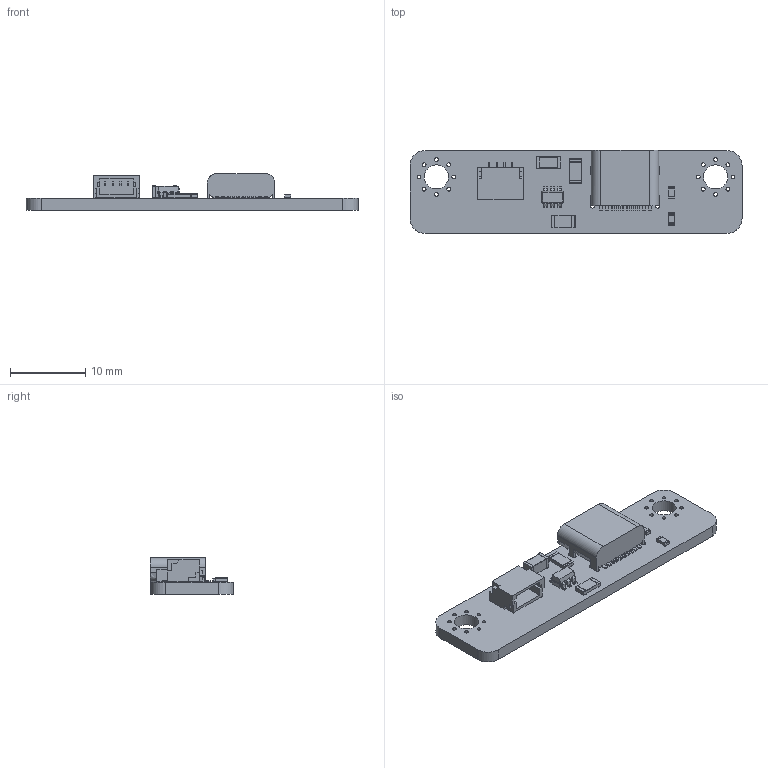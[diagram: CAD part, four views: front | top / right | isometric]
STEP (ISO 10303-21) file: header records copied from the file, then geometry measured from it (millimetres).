
FILE_DESCRIPTION(('KiCad electronic assembly'),'2;1');
FILE_NAME('squatterboard2.step','2022-03-28T02:07:32',('Pcbnew'),( 'Kicad'),'Open CASCADE STEP processor 7.5','KiCad to STEP converter' ,'Unknown');
FILE_SCHEMA(('AUTOMOTIVE_DESIGN { 1 0 10303 214 1 1 1 1 }'));
Length unit declared in the file: millimetre
Products named in the file (16): squatterboard2 1; R_1206_3216Metric; SOLID; HRO  TYPE-C-31-M-12; R_0603_1608Metric; Fuse_1206_3216Metric; SOT-23-6; SM04B-SRSS-TB; C_1206_3216Metric; _autosave-squatterboard2 PCB
Assembly tree (16 placements, depth 3):
  squatterboard2 1
    R_1206_3216Metric
      SOLID
    HRO  TYPE-C-31-M-12
      SOLID
    R_0603_1608Metric  x2
      SOLID
    Fuse_1206_3216Metric
      SOLID
    SOT-23-6
      SOLID
    SM04B-SRSS-TB
      SOLID
    C_1206_3216Metric
      SOLID
    _autosave-squatterboard2 PCB
Bounding box: 44 x 11 x 4.86 mm (x, y, z)
Volume: 894.8 mm3; surface area: 1888.4 mm2
Topology: 9 solids, 9 shells, 527 faces, 1408 edges, 910 vertices
Faces by surface type: bspline 481, cylinder 32, plane 14
Full cylindrical faces by diameter (mm): 0.5 x16, 0.65 x2, 3.2 x2
Entity records: 32645 total; most frequent: CARTESIAN_POINT 11993, B_SPLINE_CURVE_WITH_KNOTS 3258, ORIENTED_EDGE 2680, PCURVE 2680, DEFINITIONAL_REPRESENTATION 2680, EDGE_CURVE 1340, SURFACE_CURVE 1316, VERTEX_POINT 866
